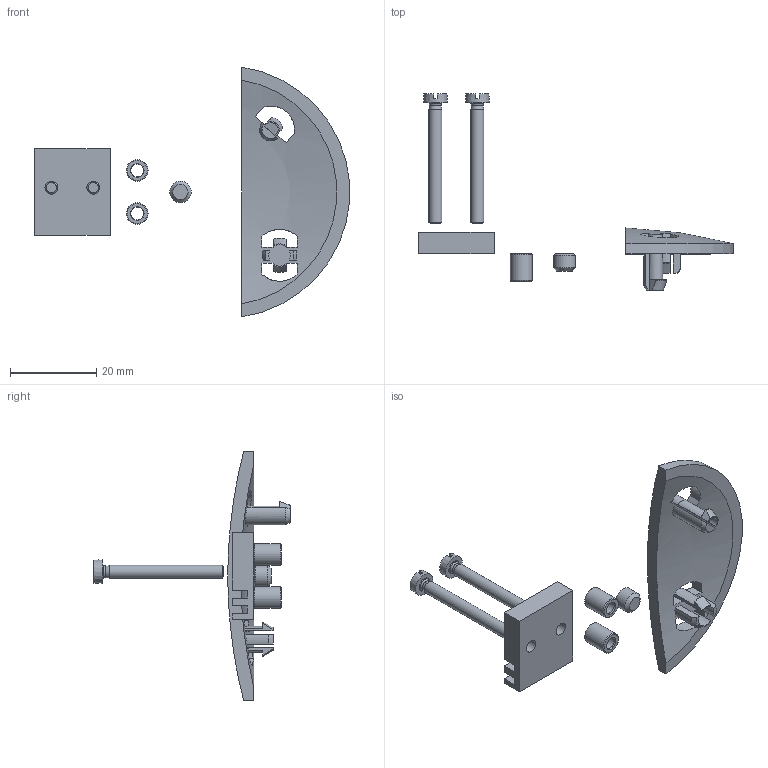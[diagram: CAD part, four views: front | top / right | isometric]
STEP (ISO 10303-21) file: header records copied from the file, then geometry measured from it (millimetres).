
FILE_DESCRIPTION(/* description */ ('STEP AP214'),/* implementation_level */ '2;1');
FILE_NAME(/* name */ '8001479_MS6-SV-C-MK',/* time_stamp */ '2024-09-11T15:30:52+02:00',/* author */ ('License CC BY-ND 4.0'),/* organization */ ('CADENAS'),/* preprocessor_version */ 'ST-DEVELOPER v19.3',/* originating_system */ 'PARTsolutions',/* authorisation */ ' ');
FILE_SCHEMA (('AUTOMOTIVE_DESIGN {1 0 10303 214 3 1 1}'));
Length unit declared in the file: millimetre
Products named in the file (6): 8001479 MS6-SV-C-MK; 8001479 MS6-SV-C-MK-P1; DIN-913 - M5x4; 365865 CPA10-P1; 347724 VDMA-01/02-P1; DIN-84 - M3x28
Assembly tree (7 placements, depth 2):
  8001479 MS6-SV-C-MK
    8001479 MS6-SV-C-MK-P1
    DIN-913 - M5x4
    365865 CPA10-P1  x2
    347724 VDMA-01/02-P1
    DIN-84 - M3x28  x2
Bounding box: 72.85 x 45.4 x 57.79 mm (x, y, z)
Volume: 5177.9 mm3; surface area: 5634.2 mm2
Topology: 7 solids, 7 shells, 142 faces, 328 edges, 208 vertices
Faces by surface type: plane 79, cylinder 29, cone 26, torus 6, sphere 2
Full cylindrical faces by diameter (mm): 3 x6, 5 x3, 6.4 x2
Entity records: 3655 total; most frequent: CARTESIAN_POINT 732, DIRECTION 589, ORIENTED_EDGE 536, EDGE_CURVE 268, AXIS2_PLACEMENT_3D 233, VERTEX_POINT 183, EDGE_LOOP 159, FACE_BOUND 159
